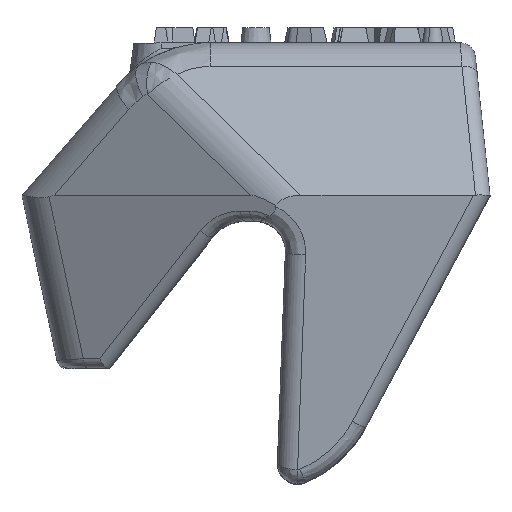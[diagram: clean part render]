
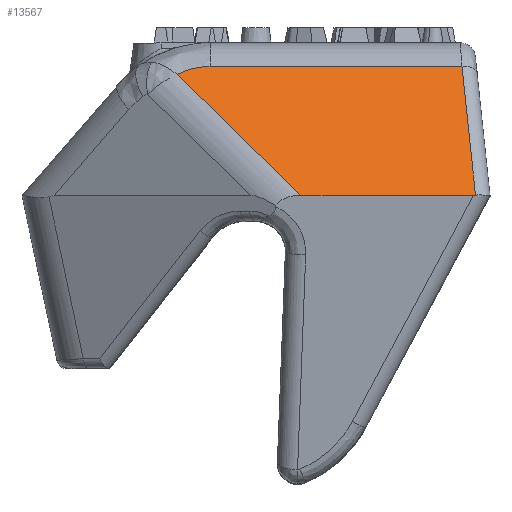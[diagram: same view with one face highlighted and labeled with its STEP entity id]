
A CAD part, top view. The second image highlights one B-rep face of the part: STEP entity #13567.
In plain terms, the highlighted planar face has unit normal (0, 0.535, 0.845).
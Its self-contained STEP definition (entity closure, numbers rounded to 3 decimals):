
#5611 =( BOUNDED_CURVE ( )  B_SPLINE_CURVE ( 3, ( #5663, #5662, #5661, #5660 ),
 .UNSPECIFIED., .F., .T. ) 
 B_SPLINE_CURVE_WITH_KNOTS ( ( 4, 4 ),
 ( 0., 0.48 ),
 .UNSPECIFIED. ) 
 CURVE ( )  GEOMETRIC_REPRESENTATION_ITEM ( )  RATIONAL_B_SPLINE_CURVE ( ( 1., 0.981, 0.981, 1. ) ) 
 REPRESENTATION_ITEM ( '' )  );
#5649 = CARTESIAN_POINT ( 'NONE',  ( -4.583, -15., 23. ) ) ;
#5650 = DIRECTION ( 'NONE',  ( -1., 0., 0. ) ) ;
#5651 = VECTOR ( 'NONE', #5650, 1000. ) ;
#5652 = CARTESIAN_POINT ( 'NONE',  ( 14.001, -15., 23. ) ) ;
#5653 = LINE ( 'NONE', #5652, #5651 ) ;
#5655 = CARTESIAN_POINT ( 'NONE',  ( -16.75, -3.114, 15.472 ) ) ;
#5656 = DIRECTION ( 'NONE',  ( 0.654, -0.639, 0.405 ) ) ;
#5657 = VECTOR ( 'NONE', #5656, 1000. ) ;
#5658 = CARTESIAN_POINT ( 'NONE',  ( -5.617, -13.99, 22.36 ) ) ;
#5659 = LINE ( 'NONE', #5658, #5657 ) ;
#5660 = CARTESIAN_POINT ( 'NONE',  ( -16.75, -3.114, 15.472 ) ) ;
#5661 = CARTESIAN_POINT ( 'NONE',  ( -15.748, -2.593, 15.142 ) ) ;
#5662 = CARTESIAN_POINT ( 'NONE',  ( -14.65, -2.325, 14.972 ) ) ;
#5663 = CARTESIAN_POINT ( 'NONE',  ( -13.52, -2.325, 14.972 ) ) ;
#5786 = CARTESIAN_POINT ( 'NONE',  ( -13.52, -2.325, 14.972 ) ) ;
#5787 = CARTESIAN_POINT ( 'NONE',  ( 11.244, -2.325, 14.972 ) ) ;
#5788 = CARTESIAN_POINT ( 'NONE',  ( 12.575, -14.986, 22.991 ) ) ;
#5790 = DIRECTION ( 'NONE',  ( -0.088, 0.842, -0.533 ) ) ;
#5791 = VECTOR ( 'NONE', #5790, 1000. ) ;
#5792 = CARTESIAN_POINT ( 'NONE',  ( 12.227, -11.682, 20.899 ) ) ;
#5793 = LINE ( 'NONE', #5792, #5791 ) ;
#5794 = CARTESIAN_POINT ( 'NONE',  ( 12.371, -15., 23. ) ) ;
#5805 = DIRECTION ( 'NONE',  ( -1., 0., 0. ) ) ;
#5806 = VECTOR ( 'NONE', #5805, 1000. ) ;
#5807 = CARTESIAN_POINT ( 'NONE',  ( -32.001, -2.325, 14.972 ) ) ;
#5808 = LINE ( 'NONE', #5807, #5806 ) ;
#5851 = DIRECTION ( 'NONE',  ( 0., 0.845, -0.535 ) ) ;
#5852 = DIRECTION ( 'NONE',  ( 0., -0.535, -0.845 ) ) ;
#5853 = CARTESIAN_POINT ( 'NONE',  ( -32.001, -15., 23. ) ) ;
#5854 = AXIS2_PLACEMENT_3D ( 'NONE', #5853, #5852, #5851 ) ;
#5855 = PLANE ( 'NONE',  #5854 ) ;
#5857 = FACE_OUTER_BOUND ( 'NONE', #13576, .T. ) ;
#5878 = CARTESIAN_POINT ( 'NONE',  ( 12.575, -14.986, 22.991 ) ) ;
#5879 = CARTESIAN_POINT ( 'NONE',  ( 12.505, -14.995, 22.997 ) ) ;
#5880 = CARTESIAN_POINT ( 'NONE',  ( 12.437, -15., 23. ) ) ;
#5881 = CARTESIAN_POINT ( 'NONE',  ( 12.371, -15., 23. ) ) ;
#5882 =( BOUNDED_CURVE ( )  B_SPLINE_CURVE ( 3, ( #5881, #5880, #5879, #5878 ),
 .UNSPECIFIED., .F., .T. ) 
 B_SPLINE_CURVE_WITH_KNOTS ( ( 4, 4 ),
 ( 3.488, 3.604 ),
 .UNSPECIFIED. ) 
 CURVE ( )  GEOMETRIC_REPRESENTATION_ITEM ( )  RATIONAL_B_SPLINE_CURVE ( ( 1., 0.999, 0.999, 1. ) ) 
 REPRESENTATION_ITEM ( '' )  );
#13429 = ORIENTED_EDGE ( 'NONE', *, *, #13430, .T. ) ;
#13430 = EDGE_CURVE ( 'NONE', #13535, #13434, #5611, .T. ) ;
#13431 = ORIENTED_EDGE ( 'NONE', *, *, #13432, .T. ) ;
#13432 = EDGE_CURVE ( 'NONE', #13434, #13441, #5659, .T. ) ;
#13434 = VERTEX_POINT ( 'NONE', #5655 ) ;
#13437 = ORIENTED_EDGE ( 'NONE', *, *, #13438, .F. ) ;
#13438 = EDGE_CURVE ( 'NONE', #13522, #13441, #5653, .T. ) ;
#13441 = VERTEX_POINT ( 'NONE', #5649 ) ;
#13512 = EDGE_CURVE ( 'NONE', #13531, #13535, #5808, .T. ) ;
#13522 = VERTEX_POINT ( 'NONE', #5794 ) ;
#13524 = EDGE_CURVE ( 'NONE', #13527, #13531, #5793, .T. ) ;
#13527 = VERTEX_POINT ( 'NONE', #5788 ) ;
#13529 = ORIENTED_EDGE ( 'NONE', *, *, #13524, .T. ) ;
#13531 = VERTEX_POINT ( 'NONE', #5787 ) ;
#13533 = ORIENTED_EDGE ( 'NONE', *, *, #13512, .T. ) ;
#13535 = VERTEX_POINT ( 'NONE', #5786 ) ;
#13567 = ADVANCED_FACE ( 'NONE', ( #5857 ), #5855, .F. ) ;
#13575 = EDGE_CURVE ( 'NONE', #13522, #13527, #5882, .T. ) ;
#13576 = EDGE_LOOP ( 'NONE', ( #13577, #13529, #13533, #13429, #13431, #13437 ) ) ;
#13577 = ORIENTED_EDGE ( 'NONE', *, *, #13575, .T. ) ;
